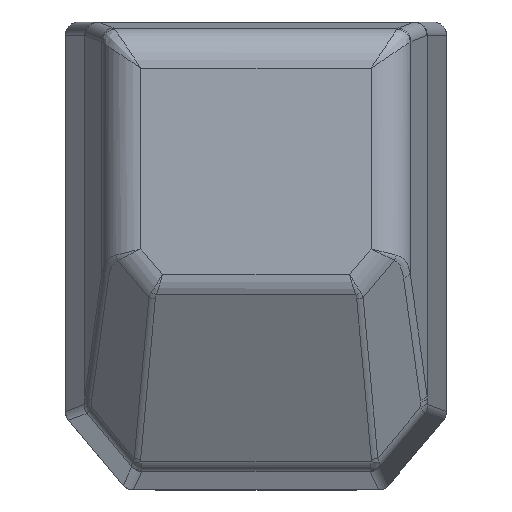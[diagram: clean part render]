
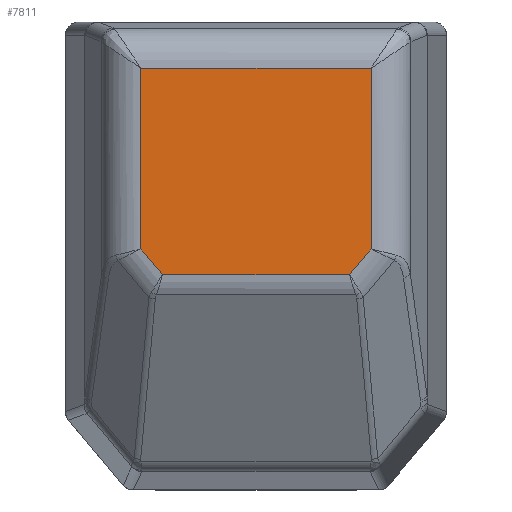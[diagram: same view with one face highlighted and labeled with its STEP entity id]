
A CAD part, left-side view. The second image highlights one B-rep face of the part: STEP entity #7811.
In plain terms, the highlighted planar face has unit normal (-1, 0, 0).
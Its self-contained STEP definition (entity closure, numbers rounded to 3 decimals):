
#118 = CARTESIAN_POINT ( 'NONE',  ( -17550., 860.349, -795.26 ) ) ;
#242 = CARTESIAN_POINT ( 'NONE',  ( -17550., -860.349, -1696.541 ) ) ;
#268 = CARTESIAN_POINT ( 'NONE',  ( -17550., 860.349, -2147.182 ) ) ;
#478 = CARTESIAN_POINT ( 'NONE',  ( -17550., 806.371, -2211.51 ) ) ;
#482 = FACE_OUTER_BOUND ( 'NONE', #12739, .T. ) ;
#896 = EDGE_CURVE ( 'NONE', #9171, #11393, #8434, .T. ) ;
#1257 = CARTESIAN_POINT ( 'NONE',  ( -17550., -698.414, -2340.168 ) ) ;
#1567 = ORIENTED_EDGE ( 'NONE', *, *, #896, .F. ) ;
#2251 = CARTESIAN_POINT ( 'NONE',  ( -17550., -860.349, -2147.182 ) ) ;
#2366 = B_SPLINE_CURVE_WITH_KNOTS ( 'NONE', 3,
 ( #3394, #13283, #242, #3616 ),
 .UNSPECIFIED., .F., .F.,
 ( 4, 4 ),
 ( 0., 1. ),
 .UNSPECIFIED. ) ;
#2481 = EDGE_CURVE ( 'NONE', #7840, #10804, #2366, .T. ) ;
#2517 = CARTESIAN_POINT ( 'NONE',  ( -17550., 752.393, -2275.839 ) ) ;
#2775 = CARTESIAN_POINT ( 'NONE',  ( -17550., 698.414, -2340.168 ) ) ;
#3351 = CARTESIAN_POINT ( 'NONE',  ( -17550., 860.349, -1696.541 ) ) ;
#3394 = CARTESIAN_POINT ( 'NONE',  ( -17550., -860.349, -795.26 ) ) ;
#3518 = CARTESIAN_POINT ( 'NONE',  ( -17550., -752.393, -2275.839 ) ) ;
#3591 = CARTESIAN_POINT ( 'NONE',  ( -17550., -286.783, -795.26 ) ) ;
#3616 = CARTESIAN_POINT ( 'NONE',  ( -17550., -860.349, -2147.182 ) ) ;
#3723 = CARTESIAN_POINT ( 'NONE',  ( -17550., -860.349, -795.26 ) ) ;
#3760 = B_SPLINE_CURVE_WITH_KNOTS ( 'NONE', 3,
 ( #11053, #4676, #3591, #3723 ),
 .UNSPECIFIED., .F., .F.,
 ( 4, 4 ),
 ( 0., 1. ),
 .UNSPECIFIED. ) ;
#3789 = ORIENTED_EDGE ( 'NONE', *, *, #2481, .F. ) ;
#4676 = CARTESIAN_POINT ( 'NONE',  ( -17550., 286.783, -795.26 ) ) ;
#4844 = B_SPLINE_CURVE_WITH_KNOTS ( 'NONE', 3,
 ( #12186, #2517, #478, #268 ),
 .UNSPECIFIED., .F., .F.,
 ( 4, 4 ),
 ( 0., 1. ),
 .UNSPECIFIED. ) ;
#5084 = CARTESIAN_POINT ( 'NONE',  ( -17550., 698.414, -2340.168 ) ) ;
#5395 = EDGE_CURVE ( 'NONE', #11393, #7923, #4844, .T. ) ;
#5471 = CARTESIAN_POINT ( 'NONE',  ( -17550., 860.349, -795.26 ) ) ;
#5738 = B_SPLINE_CURVE_WITH_KNOTS ( 'NONE', 3,
 ( #2251, #13247, #3518, #1257 ),
 .UNSPECIFIED., .F., .F.,
 ( 4, 4 ),
 ( 0., 1. ),
 .UNSPECIFIED. ) ;
#5822 = CARTESIAN_POINT ( 'NONE',  ( -17550., -860.349, -795.26 ) ) ;
#6133 = CARTESIAN_POINT ( 'NONE',  ( -17550., -698.414, -2340.168 ) ) ;
#6213 = VERTEX_POINT ( 'NONE', #5471 ) ;
#7136 = ORIENTED_EDGE ( 'NONE', *, *, #10285, .F. ) ;
#7720 = CARTESIAN_POINT ( 'NONE',  ( -17550., 860.349, -2147.182 ) ) ;
#7732 = EDGE_CURVE ( 'NONE', #7923, #6213, #10807, .T. ) ;
#7811 = ADVANCED_FACE ( 'NONE', ( #482 ), #11573, .F. ) ;
#7840 = VERTEX_POINT ( 'NONE', #5822 ) ;
#7907 = CARTESIAN_POINT ( 'NONE',  ( -17550., -860.349, -2147.182 ) ) ;
#7923 = VERTEX_POINT ( 'NONE', #8660 ) ;
#8127 = CARTESIAN_POINT ( 'NONE',  ( -17550., -698.414, -2340.168 ) ) ;
#8434 = B_SPLINE_CURVE_WITH_KNOTS ( 'NONE', 3,
 ( #8127, #11399, #12461, #2775 ),
 .UNSPECIFIED., .F., .F.,
 ( 4, 4 ),
 ( 0., 1. ),
 .UNSPECIFIED. ) ;
#8660 = CARTESIAN_POINT ( 'NONE',  ( -17550., 860.349, -2147.182 ) ) ;
#9171 = VERTEX_POINT ( 'NONE', #6133 ) ;
#9300 = DIRECTION ( 'NONE',  ( 0., 0., -1. ) ) ;
#9344 = ORIENTED_EDGE ( 'NONE', *, *, #13762, .F. ) ;
#9364 = CARTESIAN_POINT ( 'NONE',  ( -17550., 0., 0. ) ) ;
#10285 = EDGE_CURVE ( 'NONE', #6213, #7840, #3760, .T. ) ;
#10626 = ORIENTED_EDGE ( 'NONE', *, *, #5395, .F. ) ;
#10804 = VERTEX_POINT ( 'NONE', #7907 ) ;
#10807 = B_SPLINE_CURVE_WITH_KNOTS ( 'NONE', 3,
 ( #7720, #3351, #12043, #118 ),
 .UNSPECIFIED., .F., .F.,
 ( 4, 4 ),
 ( 0., 1. ),
 .UNSPECIFIED. ) ;
#10823 = ORIENTED_EDGE ( 'NONE', *, *, #7732, .F. ) ;
#11053 = CARTESIAN_POINT ( 'NONE',  ( -17550., 860.349, -795.26 ) ) ;
#11393 = VERTEX_POINT ( 'NONE', #5084 ) ;
#11399 = CARTESIAN_POINT ( 'NONE',  ( -17550., -232.805, -2340.168 ) ) ;
#11573 = PLANE ( 'NONE',  #13261 ) ;
#12043 = CARTESIAN_POINT ( 'NONE',  ( -17550., 860.349, -1245.9 ) ) ;
#12186 = CARTESIAN_POINT ( 'NONE',  ( -17550., 698.414, -2340.168 ) ) ;
#12252 = DIRECTION ( 'NONE',  ( 1., 0., 0. ) ) ;
#12461 = CARTESIAN_POINT ( 'NONE',  ( -17550., 232.805, -2340.168 ) ) ;
#12739 = EDGE_LOOP ( 'NONE', ( #3789, #7136, #10823, #10626, #1567, #9344 ) ) ;
#13247 = CARTESIAN_POINT ( 'NONE',  ( -17550., -806.371, -2211.51 ) ) ;
#13261 = AXIS2_PLACEMENT_3D ( 'NONE', #9364, #12252, #9300 ) ;
#13283 = CARTESIAN_POINT ( 'NONE',  ( -17550., -860.349, -1245.9 ) ) ;
#13762 = EDGE_CURVE ( 'NONE', #10804, #9171, #5738, .T. ) ;
